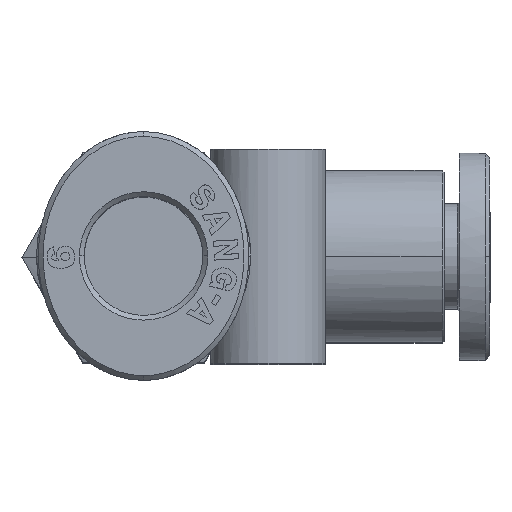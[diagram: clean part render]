
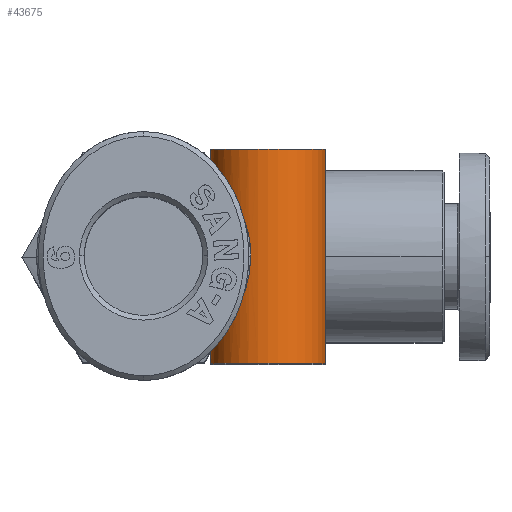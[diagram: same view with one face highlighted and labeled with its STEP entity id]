
A CAD part, top view. The second image highlights one B-rep face of the part: STEP entity #43675.
In plain terms, the highlighted cylindrical face has radius 3 mm (diameter 6 mm), a partial arc.
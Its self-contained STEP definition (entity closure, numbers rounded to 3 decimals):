
#1497 = CARTESIAN_POINT ( 'NONE',  ( -10.9, 5.6, 10.65 ) ) ;
#2011 = VERTEX_POINT ( 'NONE', #49732 ) ;
#2078 = CARTESIAN_POINT ( 'NONE',  ( -11.566, 4.313, 4.722 ) ) ;
#4410 = LINE ( 'NONE', #21166, #48401 ) ;
#4865 = VERTEX_POINT ( 'NONE', #1497 ) ;
#4981 = CARTESIAN_POINT ( 'NONE',  ( -12.787, -3.757, 5.308 ) ) ;
#5387 = DIRECTION ( 'NONE',  ( 0., 0., 1. ) ) ;
#6122 = CARTESIAN_POINT ( 'NONE',  ( -11.82, 4.254, 4.792 ) ) ;
#6732 = VERTEX_POINT ( 'NONE', #22750 ) ;
#8361 = CARTESIAN_POINT ( 'NONE',  ( -13.607, -2.093, 6.351 ) ) ;
#8729 = CARTESIAN_POINT ( 'NONE',  ( -13.71, -1.331, 6.596 ) ) ;
#9076 = CARTESIAN_POINT ( 'NONE',  ( -11.169, -4.364, 4.659 ) ) ;
#10243 = CARTESIAN_POINT ( 'NONE',  ( -11.035, 4.371, 4.65 ) ) ;
#10821 = LINE ( 'NONE', #51566, #36966 ) ;
#11119 = CARTESIAN_POINT ( 'NONE',  ( -13.649, 1.84, 6.446 ) ) ;
#11177 = VERTEX_POINT ( 'NONE', #49734 ) ;
#11472 = CARTESIAN_POINT ( 'NONE',  ( -13.491, 2.569, 6.133 ) ) ;
#11849 = DIRECTION ( 'NONE',  ( 0., 0., 1. ) ) ;
#12543 = EDGE_LOOP ( 'NONE', ( #14189, #32783, #17776, #20103, #29539, #44784, #28770 ) ) ;
#12655 = EDGE_CURVE ( 'NONE', #37704, #27412, #35281, .T. ) ;
#13029 = CARTESIAN_POINT ( 'NONE',  ( -13.491, -2.569, 6.133 ) ) ;
#14189 = ORIENTED_EDGE ( 'NONE', *, *, #32784, .F. ) ;
#14354 = CARTESIAN_POINT ( 'NONE',  ( -12.177, 4.13, 4.932 ) ) ;
#15400 = CARTESIAN_POINT ( 'NONE',  ( -13.417, 2.794, 6.009 ) ) ;
#15573 = CARTESIAN_POINT ( 'NONE',  ( -13.762, 0., 6.75 ) ) ;
#17081 = CARTESIAN_POINT ( 'NONE',  ( -13.096, -3.413, 5.595 ) ) ;
#17252 = CARTESIAN_POINT ( 'NONE',  ( -11.035, -4.371, 4.65 ) ) ;
#17592 = VECTOR ( 'NONE', #47001, 1000. ) ;
#17776 = ORIENTED_EDGE ( 'NONE', *, *, #30406, .T. ) ;
#18132 = CARTESIAN_POINT ( 'NONE',  ( -10.9, 0., 4.65 ) ) ;
#18221 = LINE ( 'NONE', #18132, #17592 ) ;
#18970 = CARTESIAN_POINT ( 'NONE',  ( -13.219, 3.219, 5.739 ) ) ;
#19139 = CARTESIAN_POINT ( 'NONE',  ( -12.866, 3.67, 5.381 ) ) ;
#20103 = ORIENTED_EDGE ( 'NONE', *, *, #22234, .T. ) ;
#21046 = CARTESIAN_POINT ( 'NONE',  ( -12.184, -4.138, 4.928 ) ) ;
#21166 = CARTESIAN_POINT ( 'NONE',  ( -10.9, 0., 10.65 ) ) ;
#21238 = AXIS2_PLACEMENT_3D ( 'NONE', #46042, #21647, #5387 ) ;
#21647 = DIRECTION ( 'NONE',  ( 0., 1., 0. ) ) ;
#22024 = B_SPLINE_CURVE_WITH_KNOTS ( 'NONE', 3,
 ( #29054, #29419, #33530, #33185, #8729, #28871, #8361, #13029, #40989, #29243, #17081, #4981, #41350, #21046, #49719, #33361, #45090, #9076, #17252, #37253 ),
 .UNSPECIFIED., .F., .F.,
 ( 4, 2, 2, 2, 2, 2, 2, 2, 2, 4 ),
 ( 0., 0.001, 0.002, 0.002, 0.003, 0.004, 0.005, 0.006, 0.006, 0.006 ),
 .UNSPECIFIED. ) ;
#22234 = EDGE_CURVE ( 'NONE', #4865, #11177, #40143, .T. ) ;
#22728 = CARTESIAN_POINT ( 'NONE',  ( -11.169, 4.364, 4.659 ) ) ;
#22750 = CARTESIAN_POINT ( 'NONE',  ( -10.9, -5.6, 4.65 ) ) ;
#23071 = CARTESIAN_POINT ( 'NONE',  ( -12.29, 4.078, 4.989 ) ) ;
#23552 = DIRECTION ( 'NONE',  ( 0., -1., 0. ) ) ;
#23599 = CARTESIAN_POINT ( 'NONE',  ( -12.781, 3.75, 5.31 ) ) ;
#25434 = DIRECTION ( 'NONE',  ( 0., 1., 0. ) ) ;
#26489 = CARTESIAN_POINT ( 'NONE',  ( -10.9, 4.371, 4.65 ) ) ;
#27412 = VERTEX_POINT ( 'NONE', #31495 ) ;
#27668 = DIRECTION ( 'NONE',  ( 0., 0., 1. ) ) ;
#28217 = CARTESIAN_POINT ( 'NONE',  ( -10.9, 4.371, 4.65 ) ) ;
#28770 = ORIENTED_EDGE ( 'NONE', *, *, #42042, .T. ) ;
#28871 = CARTESIAN_POINT ( 'NONE',  ( -13.648, -1.846, 6.444 ) ) ;
#29054 = CARTESIAN_POINT ( 'NONE',  ( -13.762, 0., 6.75 ) ) ;
#29243 = CARTESIAN_POINT ( 'NONE',  ( -13.218, -3.221, 5.738 ) ) ;
#29349 = EDGE_CURVE ( 'NONE', #6732, #2011, #30120, .T. ) ;
#29419 = CARTESIAN_POINT ( 'NONE',  ( -13.762, -0.271, 6.75 ) ) ;
#29539 = ORIENTED_EDGE ( 'NONE', *, *, #40294, .F. ) ;
#30120 = CIRCLE ( 'NONE', #21238, 3. ) ;
#30406 = EDGE_CURVE ( 'NONE', #2011, #4865, #4410, .T. ) ;
#31095 = DIRECTION ( 'NONE',  ( 0., 1., 0. ) ) ;
#31451 = CARTESIAN_POINT ( 'NONE',  ( -13.762, 0.271, 6.75 ) ) ;
#31495 = CARTESIAN_POINT ( 'NONE',  ( -13.762, 0., 6.75 ) ) ;
#32011 = AXIS2_PLACEMENT_3D ( 'NONE', #44449, #25434, #11849 ) ;
#32783 = ORIENTED_EDGE ( 'NONE', *, *, #29349, .T. ) ;
#32784 = EDGE_CURVE ( 'NONE', #6732, #48697, #10821, .T. ) ;
#33185 = CARTESIAN_POINT ( 'NONE',  ( -13.73, -1.068, 6.654 ) ) ;
#33361 = CARTESIAN_POINT ( 'NONE',  ( -11.567, -4.313, 4.722 ) ) ;
#33530 = CARTESIAN_POINT ( 'NONE',  ( -13.756, -0.538, 6.73 ) ) ;
#35281 = B_SPLINE_CURVE_WITH_KNOTS ( 'NONE', 3,
 ( #26489, #10243, #22728, #38576, #2078, #6122, #38766, #14354, #23071, #43728, #47479, #23599, #19139, #35367, #18970, #15400, #11472, #51577, #11119, #39466, #47650, #51738, #31451, #15573 ),
 .UNSPECIFIED., .F., .F.,
 ( 4, 2, 2, 2, 2, 2, 2, 2, 2, 2, 2, 4 ),
 ( -0.006, -0.006, -0.006, -0.005, -0.005, -0.004, -0.004, -0.003, -0.002, -0.002, -0.001, 0. ),
 .UNSPECIFIED. ) ;
#35367 = CARTESIAN_POINT ( 'NONE',  ( -13.096, 3.413, 5.595 ) ) ;
#36966 = VECTOR ( 'NONE', #31095, 1000. ) ;
#37168 = FACE_OUTER_BOUND ( 'NONE', #12543, .T. ) ;
#37253 = CARTESIAN_POINT ( 'NONE',  ( -10.9, -4.371, 4.65 ) ) ;
#37704 = VERTEX_POINT ( 'NONE', #28217 ) ;
#38576 = CARTESIAN_POINT ( 'NONE',  ( -11.434, 4.335, 4.695 ) ) ;
#38766 = CARTESIAN_POINT ( 'NONE',  ( -11.943, 4.218, 4.834 ) ) ;
#39420 = AXIS2_PLACEMENT_3D ( 'NONE', #46874, #23552, #27668 ) ;
#39466 = CARTESIAN_POINT ( 'NONE',  ( -13.71, 1.329, 6.596 ) ) ;
#40143 = CIRCLE ( 'NONE', #39420, 3. ) ;
#40294 = EDGE_CURVE ( 'NONE', #37704, #11177, #18221, .T. ) ;
#40989 = CARTESIAN_POINT ( 'NONE',  ( -13.416, -2.799, 6.007 ) ) ;
#41350 = CARTESIAN_POINT ( 'NONE',  ( -12.607, -3.901, 5.171 ) ) ;
#42042 = EDGE_CURVE ( 'NONE', #27412, #48697, #22024, .T. ) ;
#43675 = ADVANCED_FACE ( 'NONE', ( #37168 ), #49369, .T. ) ;
#43728 = CARTESIAN_POINT ( 'NONE',  ( -12.501, 3.96, 5.11 ) ) ;
#44449 = CARTESIAN_POINT ( 'NONE',  ( -10.9, 0., 7.65 ) ) ;
#44784 = ORIENTED_EDGE ( 'NONE', *, *, #12655, .T. ) ;
#45090 = CARTESIAN_POINT ( 'NONE',  ( -11.435, -4.335, 4.695 ) ) ;
#46042 = CARTESIAN_POINT ( 'NONE',  ( -10.9, -5.6, 7.65 ) ) ;
#46874 = CARTESIAN_POINT ( 'NONE',  ( -10.9, 5.6, 7.65 ) ) ;
#47001 = DIRECTION ( 'NONE',  ( 0., 1., 0. ) ) ;
#47479 = CARTESIAN_POINT ( 'NONE',  ( -12.599, 3.895, 5.175 ) ) ;
#47650 = CARTESIAN_POINT ( 'NONE',  ( -13.73, 1.069, 6.653 ) ) ;
#47979 = CARTESIAN_POINT ( 'NONE',  ( -10.9, -4.371, 4.65 ) ) ;
#48401 = VECTOR ( 'NONE', #49663, 1000. ) ;
#48697 = VERTEX_POINT ( 'NONE', #47979 ) ;
#49369 = CYLINDRICAL_SURFACE ( 'NONE', #32011, 3. ) ;
#49663 = DIRECTION ( 'NONE',  ( 0., 1., 0. ) ) ;
#49719 = CARTESIAN_POINT ( 'NONE',  ( -11.948, -4.225, 4.827 ) ) ;
#49732 = CARTESIAN_POINT ( 'NONE',  ( -10.9, -5.6, 10.65 ) ) ;
#49734 = CARTESIAN_POINT ( 'NONE',  ( -10.9, 5.6, 4.65 ) ) ;
#51566 = CARTESIAN_POINT ( 'NONE',  ( -10.9, 0., 4.65 ) ) ;
#51577 = CARTESIAN_POINT ( 'NONE',  ( -13.607, 2.093, 6.351 ) ) ;
#51738 = CARTESIAN_POINT ( 'NONE',  ( -13.756, 0.541, 6.73 ) ) ;
